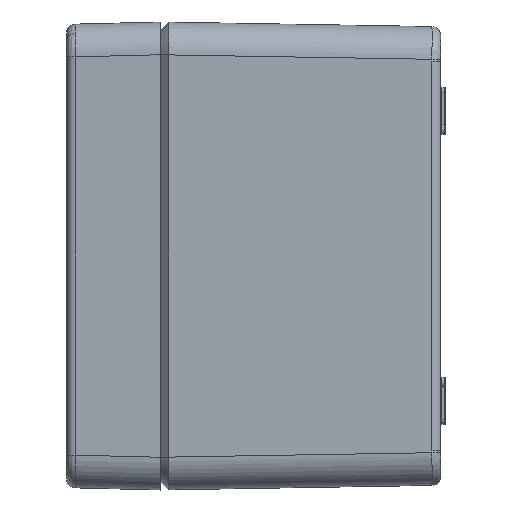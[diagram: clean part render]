
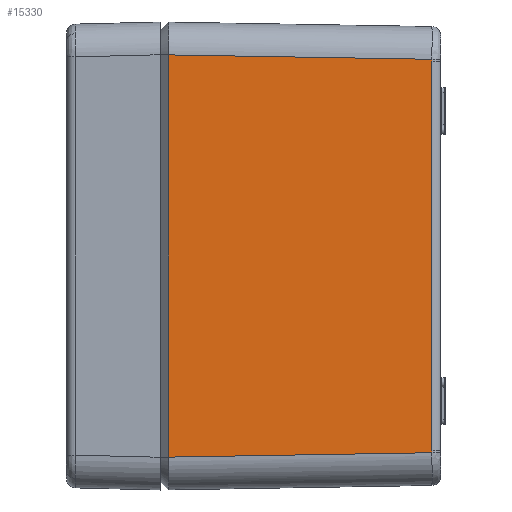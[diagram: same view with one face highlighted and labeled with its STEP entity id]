
A CAD part, left-side view. The second image highlights one B-rep face of the part: STEP entity #15330.
In plain terms, the highlighted planar face has unit normal (-1, -0.017, 0).
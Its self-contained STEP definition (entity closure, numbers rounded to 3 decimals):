
#527=B_SPLINE_CURVE_WITH_KNOTS('',3,(#43244,#43245,#43246,#43247),
 .UNSPECIFIED.,.F.,.F.,(4,4),(0.,0.),.UNSPECIFIED.);
#528=B_SPLINE_CURVE_WITH_KNOTS('',3,(#43251,#43252,#43253,#43254),
 .UNSPECIFIED.,.F.,.F.,(4,4),(0.,0.),.UNSPECIFIED.);
#1235=PLANE('',#16751);
#2002=LINE('',#43242,#2974);
#2003=LINE('',#43249,#2975);
#2004=LINE('',#43256,#2976);
#2005=LINE('',#43257,#2977);
#2974=VECTOR('',#19996,1000.);
#2975=VECTOR('',#19997,1000.);
#2976=VECTOR('',#19998,1000.);
#2977=VECTOR('',#19999,1000.);
#4436=FACE_OUTER_BOUND('',#5605,.T.);
#5605=EDGE_LOOP('',(#13134,#13135,#13136,#13137,#13138,#13139));
#7625=VERTEX_POINT('',#43240);
#7626=VERTEX_POINT('',#43241);
#7627=VERTEX_POINT('',#43243);
#7628=VERTEX_POINT('',#43248);
#7629=VERTEX_POINT('',#43250);
#7630=VERTEX_POINT('',#43255);
#9524=EDGE_CURVE('',#7625,#7626,#2002,.T.);
#9525=EDGE_CURVE('',#7626,#7627,#527,.T.);
#9526=EDGE_CURVE('',#7627,#7628,#2003,.T.);
#9527=EDGE_CURVE('',#7628,#7629,#528,.T.);
#9528=EDGE_CURVE('',#7629,#7630,#2004,.T.);
#9529=EDGE_CURVE('',#7630,#7625,#2005,.T.);
#13134=ORIENTED_EDGE('',*,*,#9524,.T.);
#13135=ORIENTED_EDGE('',*,*,#9525,.T.);
#13136=ORIENTED_EDGE('',*,*,#9526,.T.);
#13137=ORIENTED_EDGE('',*,*,#9527,.T.);
#13138=ORIENTED_EDGE('',*,*,#9528,.T.);
#13139=ORIENTED_EDGE('',*,*,#9529,.T.);
#15330=ADVANCED_FACE('',(#4436),#1235,.T.);
#16751=AXIS2_PLACEMENT_3D('',#43239,#19994,#19995);
#19994=DIRECTION('center_axis',(-1.,-0.017,
0.));
#19995=DIRECTION('ref_axis',(0.017,-1.,0.));
#19996=DIRECTION('',(0.017,-1.,0.017));
#19997=DIRECTION('',(0.,0.,1.));
#19998=DIRECTION('',(-0.017,1.,0.017));
#19999=DIRECTION('',(0.,0.,-1.));
#43239=CARTESIAN_POINT('Origin',(-100.,0.,-50.));
#43240=CARTESIAN_POINT('',(-99.97,-1.8,-42.971));
#43241=CARTESIAN_POINT('',(-99.033,-58.036,-42.034));
#43242=CARTESIAN_POINT('',(-100.002,0.117,-43.003));
#43243=CARTESIAN_POINT('',(-99.033,-58.033,-41.659));
#43244=CARTESIAN_POINT('Ctrl Pts',(-99.033,-58.036,
-42.034));
#43245=CARTESIAN_POINT('Ctrl Pts',(-99.033,-58.034,
-41.909));
#43246=CARTESIAN_POINT('Ctrl Pts',(-99.033,-58.033,
-41.784));
#43247=CARTESIAN_POINT('Ctrl Pts',(-99.033,-58.033,
-41.659));
#43248=CARTESIAN_POINT('',(-99.033,-58.033,41.659));
#43249=CARTESIAN_POINT('',(-99.033,-58.033,42.001));
#43250=CARTESIAN_POINT('',(-99.033,-58.036,42.034));
#43251=CARTESIAN_POINT('Ctrl Pts',(-99.033,-58.033,
41.659));
#43252=CARTESIAN_POINT('Ctrl Pts',(-99.033,-58.033,
41.784));
#43253=CARTESIAN_POINT('Ctrl Pts',(-99.033,-58.034,
41.909));
#43254=CARTESIAN_POINT('Ctrl Pts',(-99.033,-58.036,
42.034));
#43255=CARTESIAN_POINT('',(-99.97,-1.8,42.971));
#43256=CARTESIAN_POINT('',(-99.974,-1.549,42.975));
#43257=CARTESIAN_POINT('',(-99.97,-1.8,-50.));
